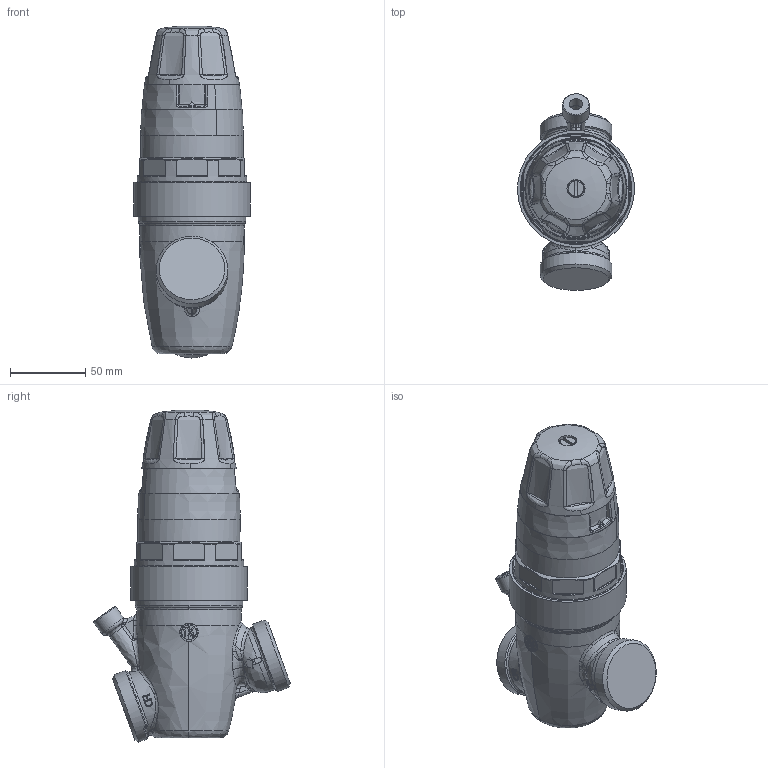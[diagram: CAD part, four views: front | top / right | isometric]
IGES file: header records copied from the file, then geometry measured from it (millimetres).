
Global section: file name: 535870HA; native system: Autodesk Inventor 2025; preprocessor: unknown; author: mike; date: 20250819.110629; units: inch
Bounding box: 77.71 x 130.76 x 220.8 mm (x, y, z)
Volume: 805410.7 mm3; surface area: 70632.4 mm2
Topology: 9 solids, 33 shells, 1728 faces, 4142 edges, 2360 vertices
Faces by surface type: bspline 1728
